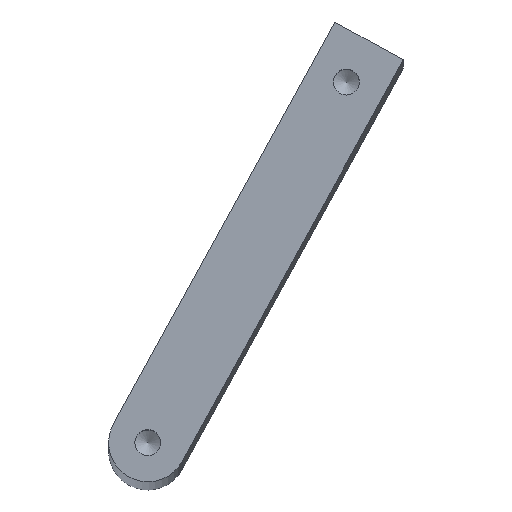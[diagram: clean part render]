
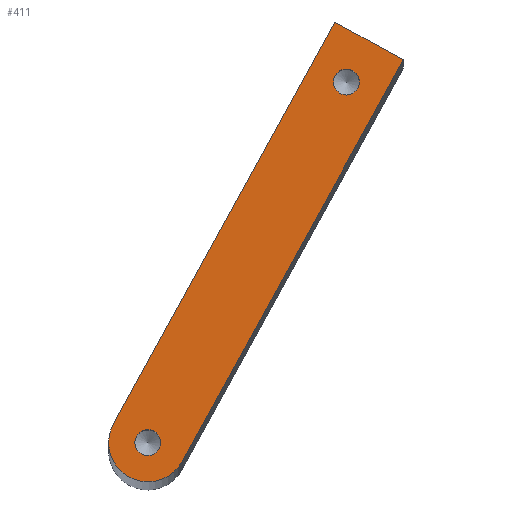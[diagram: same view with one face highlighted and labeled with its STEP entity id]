
A CAD part, top view. The second image highlights one B-rep face of the part: STEP entity #411.
In plain terms, the highlighted planar face has unit normal (0, 0, 1).
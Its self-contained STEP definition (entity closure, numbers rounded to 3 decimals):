
#24 = VERTEX_POINT('',#25);
#25 = CARTESIAN_POINT('',(-4.904,-12.682,600.));
#32 = CYLINDRICAL_SURFACE('',#33,5.);
#33 = AXIS2_PLACEMENT_3D('',#34,#35,#36);
#34 = CARTESIAN_POINT('',(-0.524,-15.095,0.));
#35 = DIRECTION('',(-0.,-0.,-1.));
#36 = DIRECTION('',(1.,0.,0.));
#44 = PLANE('',#45);
#45 = AXIS2_PLACEMENT_3D('',#46,#47,#48);
#46 = CARTESIAN_POINT('',(-4.904,-12.682,0.));
#47 = DIRECTION('',(-0.876,0.482,0.));
#48 = DIRECTION('',(0.482,0.876,0.));
#56 = EDGE_CURVE('',#24,#57,#59,.T.);
#57 = VERTEX_POINT('',#58);
#58 = CARTESIAN_POINT('',(3.855,-17.507,600.));
#59 = SURFACE_CURVE('',#60,(#65,#72),.PCURVE_S1.);
#60 = CIRCLE('',#61,5.);
#61 = AXIS2_PLACEMENT_3D('',#62,#63,#64);
#62 = CARTESIAN_POINT('',(-0.524,-15.095,600.));
#63 = DIRECTION('',(0.,0.,1.));
#64 = DIRECTION('',(1.,0.,0.));
#65 = PCURVE('',#32,#66);
#66 = DEFINITIONAL_REPRESENTATION('',(#67),#71);
#67 = LINE('',#68,#69);
#68 = CARTESIAN_POINT('',(-0.,-600.));
#69 = VECTOR('',#70,1.);
#70 = DIRECTION('',(-1.,0.));
#71 = ( GEOMETRIC_REPRESENTATION_CONTEXT(2) 
PARAMETRIC_REPRESENTATION_CONTEXT() REPRESENTATION_CONTEXT('2D SPACE',''
  ) );
#72 = PCURVE('',#73,#78);
#73 = PLANE('',#74);
#74 = AXIS2_PLACEMENT_3D('',#75,#76,#77);
#75 = CARTESIAN_POINT('',(12.953,9.373,600.));
#76 = DIRECTION('',(0.,0.,1.));
#77 = DIRECTION('',(1.,0.,0.));
#78 = DEFINITIONAL_REPRESENTATION('',(#79),#83);
#79 = CIRCLE('',#80,5.);
#80 = AXIS2_PLACEMENT_2D('',#81,#82);
#81 = CARTESIAN_POINT('',(-13.477,-24.468));
#82 = DIRECTION('',(1.,0.));
#83 = ( GEOMETRIC_REPRESENTATION_CONTEXT(2) 
PARAMETRIC_REPRESENTATION_CONTEXT() REPRESENTATION_CONTEXT('2D SPACE',''
  ) );
#101 = PLANE('',#102);
#102 = AXIS2_PLACEMENT_3D('',#103,#104,#105);
#103 = CARTESIAN_POINT('',(3.855,-17.507,0.));
#104 = DIRECTION('',(-0.876,0.482,0.));
#105 = DIRECTION('',(0.482,0.876,0.));
#144 = EDGE_CURVE('',#24,#145,#147,.T.);
#145 = VERTEX_POINT('',#146);
#146 = CARTESIAN_POINT('',(23.339,38.592,600.));
#147 = SURFACE_CURVE('',#148,(#152,#159),.PCURVE_S1.);
#148 = LINE('',#149,#150);
#149 = CARTESIAN_POINT('',(-4.904,-12.682,600.));
#150 = VECTOR('',#151,1.);
#151 = DIRECTION('',(0.482,0.876,0.));
#152 = PCURVE('',#44,#153);
#153 = DEFINITIONAL_REPRESENTATION('',(#154),#158);
#154 = LINE('',#155,#156);
#155 = CARTESIAN_POINT('',(0.,-600.));
#156 = VECTOR('',#157,1.);
#157 = DIRECTION('',(1.,0.));
#158 = ( GEOMETRIC_REPRESENTATION_CONTEXT(2) 
PARAMETRIC_REPRESENTATION_CONTEXT() REPRESENTATION_CONTEXT('2D SPACE',''
  ) );
#159 = PCURVE('',#73,#160);
#160 = DEFINITIONAL_REPRESENTATION('',(#161),#165);
#161 = LINE('',#162,#163);
#162 = CARTESIAN_POINT('',(-17.857,-22.056));
#163 = VECTOR('',#164,1.);
#164 = DIRECTION('',(0.482,0.876));
#165 = ( GEOMETRIC_REPRESENTATION_CONTEXT(2) 
PARAMETRIC_REPRESENTATION_CONTEXT() REPRESENTATION_CONTEXT('2D SPACE',''
  ) );
#183 = PLANE('',#184);
#184 = AXIS2_PLACEMENT_3D('',#185,#186,#187);
#185 = CARTESIAN_POINT('',(27.719,36.18,0.));
#186 = DIRECTION('',(-0.482,-0.876,0.));
#187 = DIRECTION('',(-0.876,0.482,0.));
#220 = EDGE_CURVE('',#57,#221,#223,.T.);
#221 = VERTEX_POINT('',#222);
#222 = CARTESIAN_POINT('',(32.098,33.767,600.));
#223 = SURFACE_CURVE('',#224,(#228,#235),.PCURVE_S1.);
#224 = LINE('',#225,#226);
#225 = CARTESIAN_POINT('',(3.855,-17.507,600.));
#226 = VECTOR('',#227,1.);
#227 = DIRECTION('',(0.482,0.876,0.));
#228 = PCURVE('',#101,#229);
#229 = DEFINITIONAL_REPRESENTATION('',(#230),#234);
#230 = LINE('',#231,#232);
#231 = CARTESIAN_POINT('',(0.,-600.));
#232 = VECTOR('',#233,1.);
#233 = DIRECTION('',(1.,0.));
#234 = ( GEOMETRIC_REPRESENTATION_CONTEXT(2) 
PARAMETRIC_REPRESENTATION_CONTEXT() REPRESENTATION_CONTEXT('2D SPACE',''
  ) );
#235 = PCURVE('',#73,#236);
#236 = DEFINITIONAL_REPRESENTATION('',(#237),#241);
#237 = LINE('',#238,#239);
#238 = CARTESIAN_POINT('',(-9.098,-26.88));
#239 = VECTOR('',#240,1.);
#240 = DIRECTION('',(0.482,0.876));
#241 = ( GEOMETRIC_REPRESENTATION_CONTEXT(2) 
PARAMETRIC_REPRESENTATION_CONTEXT() REPRESENTATION_CONTEXT('2D SPACE',''
  ) );
#259 = PLANE('',#260);
#260 = AXIS2_PLACEMENT_3D('',#261,#262,#263);
#261 = CARTESIAN_POINT('',(32.098,33.767,0.));
#262 = DIRECTION('',(-0.482,-0.876,0.));
#263 = DIRECTION('',(-0.876,0.482,0.));
#411 = ADVANCED_FACE('',(#412,#461,#492),#73,.T.);
#412 = FACE_BOUND('',#413,.T.);
#413 = EDGE_LOOP('',(#414,#415,#416,#439,#460));
#414 = ORIENTED_EDGE('',*,*,#56,.T.);
#415 = ORIENTED_EDGE('',*,*,#220,.T.);
#416 = ORIENTED_EDGE('',*,*,#417,.T.);
#417 = EDGE_CURVE('',#221,#418,#420,.T.);
#418 = VERTEX_POINT('',#419);
#419 = CARTESIAN_POINT('',(27.719,36.18,600.));
#420 = SURFACE_CURVE('',#421,(#425,#432),.PCURVE_S1.);
#421 = LINE('',#422,#423);
#422 = CARTESIAN_POINT('',(32.098,33.767,600.));
#423 = VECTOR('',#424,1.);
#424 = DIRECTION('',(-0.876,0.482,0.));
#425 = PCURVE('',#73,#426);
#426 = DEFINITIONAL_REPRESENTATION('',(#427),#431);
#427 = LINE('',#428,#429);
#428 = CARTESIAN_POINT('',(19.145,24.394));
#429 = VECTOR('',#430,1.);
#430 = DIRECTION('',(-0.876,0.482));
#431 = ( GEOMETRIC_REPRESENTATION_CONTEXT(2) 
PARAMETRIC_REPRESENTATION_CONTEXT() REPRESENTATION_CONTEXT('2D SPACE',''
  ) );
#432 = PCURVE('',#259,#433);
#433 = DEFINITIONAL_REPRESENTATION('',(#434),#438);
#434 = LINE('',#435,#436);
#435 = CARTESIAN_POINT('',(0.,-600.));
#436 = VECTOR('',#437,1.);
#437 = DIRECTION('',(1.,0.));
#438 = ( GEOMETRIC_REPRESENTATION_CONTEXT(2) 
PARAMETRIC_REPRESENTATION_CONTEXT() REPRESENTATION_CONTEXT('2D SPACE',''
  ) );
#439 = ORIENTED_EDGE('',*,*,#440,.T.);
#440 = EDGE_CURVE('',#418,#145,#441,.T.);
#441 = SURFACE_CURVE('',#442,(#446,#453),.PCURVE_S1.);
#442 = LINE('',#443,#444);
#443 = CARTESIAN_POINT('',(27.719,36.18,600.));
#444 = VECTOR('',#445,1.);
#445 = DIRECTION('',(-0.876,0.482,0.));
#446 = PCURVE('',#73,#447);
#447 = DEFINITIONAL_REPRESENTATION('',(#448),#452);
#448 = LINE('',#449,#450);
#449 = CARTESIAN_POINT('',(14.765,26.806));
#450 = VECTOR('',#451,1.);
#451 = DIRECTION('',(-0.876,0.482));
#452 = ( GEOMETRIC_REPRESENTATION_CONTEXT(2) 
PARAMETRIC_REPRESENTATION_CONTEXT() REPRESENTATION_CONTEXT('2D SPACE',''
  ) );
#453 = PCURVE('',#183,#454);
#454 = DEFINITIONAL_REPRESENTATION('',(#455),#459);
#455 = LINE('',#456,#457);
#456 = CARTESIAN_POINT('',(0.,-600.));
#457 = VECTOR('',#458,1.);
#458 = DIRECTION('',(1.,0.));
#459 = ( GEOMETRIC_REPRESENTATION_CONTEXT(2) 
PARAMETRIC_REPRESENTATION_CONTEXT() REPRESENTATION_CONTEXT('2D SPACE',''
  ) );
#460 = ORIENTED_EDGE('',*,*,#144,.F.);
#461 = FACE_BOUND('',#462,.T.);
#462 = EDGE_LOOP('',(#463));
#463 = ORIENTED_EDGE('',*,*,#464,.F.);
#464 = EDGE_CURVE('',#465,#465,#467,.T.);
#465 = VERTEX_POINT('',#466);
#466 = CARTESIAN_POINT('',(1.126,-15.095,600.));
#467 = SURFACE_CURVE('',#468,(#473,#480),.PCURVE_S1.);
#468 = CIRCLE('',#469,1.65);
#469 = AXIS2_PLACEMENT_3D('',#470,#471,#472);
#470 = CARTESIAN_POINT('',(-0.524,-15.095,600.));
#471 = DIRECTION('',(0.,0.,1.));
#472 = DIRECTION('',(1.,0.,0.));
#473 = PCURVE('',#73,#474);
#474 = DEFINITIONAL_REPRESENTATION('',(#475),#479);
#475 = CIRCLE('',#476,1.65);
#476 = AXIS2_PLACEMENT_2D('',#477,#478);
#477 = CARTESIAN_POINT('',(-13.477,-24.468));
#478 = DIRECTION('',(1.,0.));
#479 = ( GEOMETRIC_REPRESENTATION_CONTEXT(2) 
PARAMETRIC_REPRESENTATION_CONTEXT() REPRESENTATION_CONTEXT('2D SPACE',''
  ) );
#480 = PCURVE('',#481,#486);
#481 = CYLINDRICAL_SURFACE('',#482,1.65);
#482 = AXIS2_PLACEMENT_3D('',#483,#484,#485);
#483 = CARTESIAN_POINT('',(-0.524,-15.095,600.));
#484 = DIRECTION('',(-0.,-0.,-1.));
#485 = DIRECTION('',(1.,0.,0.));
#486 = DEFINITIONAL_REPRESENTATION('',(#487),#491);
#487 = LINE('',#488,#489);
#488 = CARTESIAN_POINT('',(-0.,0.));
#489 = VECTOR('',#490,1.);
#490 = DIRECTION('',(-1.,0.));
#491 = ( GEOMETRIC_REPRESENTATION_CONTEXT(2) 
PARAMETRIC_REPRESENTATION_CONTEXT() REPRESENTATION_CONTEXT('2D SPACE',''
  ) );
#492 = FACE_BOUND('',#493,.T.);
#493 = EDGE_LOOP('',(#494));
#494 = ORIENTED_EDGE('',*,*,#495,.F.);
#495 = EDGE_CURVE('',#496,#496,#498,.T.);
#496 = VERTEX_POINT('',#497);
#497 = CARTESIAN_POINT('',(26.474,30.924,600.));
#498 = SURFACE_CURVE('',#499,(#504,#511),.PCURVE_S1.);
#499 = CIRCLE('',#500,1.65);
#500 = AXIS2_PLACEMENT_3D('',#501,#502,#503);
#501 = CARTESIAN_POINT('',(24.824,30.924,600.));
#502 = DIRECTION('',(0.,0.,1.));
#503 = DIRECTION('',(1.,0.,0.));
#504 = PCURVE('',#73,#505);
#505 = DEFINITIONAL_REPRESENTATION('',(#506),#510);
#506 = CIRCLE('',#507,1.65);
#507 = AXIS2_PLACEMENT_2D('',#508,#509);
#508 = CARTESIAN_POINT('',(11.871,21.551));
#509 = DIRECTION('',(1.,0.));
#510 = ( GEOMETRIC_REPRESENTATION_CONTEXT(2) 
PARAMETRIC_REPRESENTATION_CONTEXT() REPRESENTATION_CONTEXT('2D SPACE',''
  ) );
#511 = PCURVE('',#512,#517);
#512 = CYLINDRICAL_SURFACE('',#513,1.65);
#513 = AXIS2_PLACEMENT_3D('',#514,#515,#516);
#514 = CARTESIAN_POINT('',(24.824,30.924,600.));
#515 = DIRECTION('',(-0.,-0.,-1.));
#516 = DIRECTION('',(1.,0.,0.));
#517 = DEFINITIONAL_REPRESENTATION('',(#518),#522);
#518 = LINE('',#519,#520);
#519 = CARTESIAN_POINT('',(-0.,0.));
#520 = VECTOR('',#521,1.);
#521 = DIRECTION('',(-1.,0.));
#522 = ( GEOMETRIC_REPRESENTATION_CONTEXT(2) 
PARAMETRIC_REPRESENTATION_CONTEXT() REPRESENTATION_CONTEXT('2D SPACE',''
  ) );
